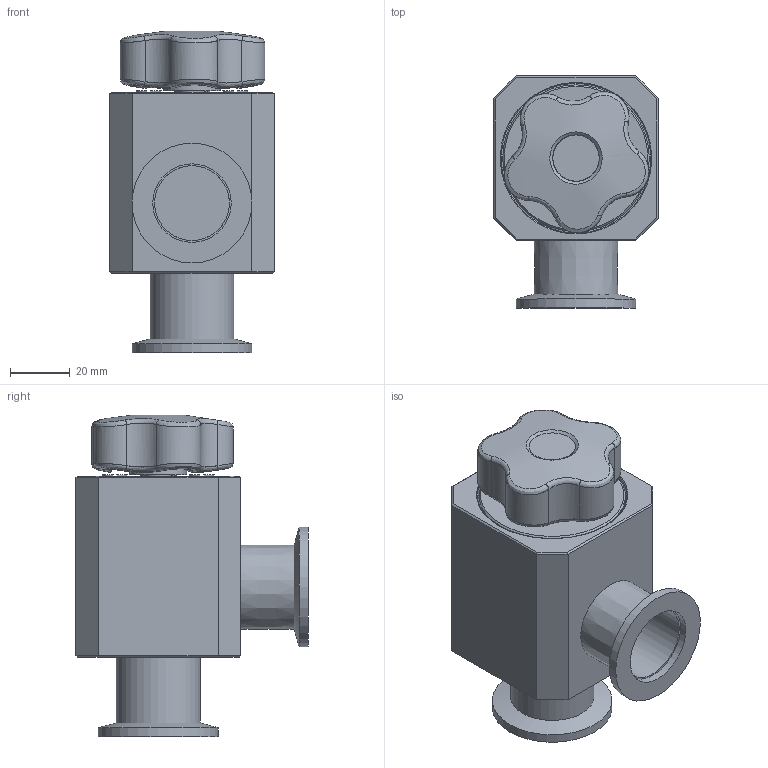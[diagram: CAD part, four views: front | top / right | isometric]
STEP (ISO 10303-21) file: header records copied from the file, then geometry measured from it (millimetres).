
FILE_DESCRIPTION(('STEP AP242'), '1');
FILE_NAME('ÊÂÐ-25 ïîòðåáèòåëþ', '', ('UNSPECIFIED'), ('UNSPECIFIED'), 'C3D Converter', 'C3D Toolkit', '');
FILE_SCHEMA(('AP242_MANAGED_MODEL_BASED_3D_ENGINEERING_MIM_LF { 1 0 10303 442 1 1 4 }'));
Length unit declared in the file: millimetre
Bounding box: 55 x 77.5 x 107.42 mm (x, y, z)
Surface area: 34440.8 mm2 (no closed solid volume)
Topology: 0 solids, 48 shells, 120 faces, 399 edges, 324 vertices
Faces by surface type: plane 49, cylinder 29, bspline 26, cone 14, sphere 2
Full cylindrical faces by diameter (mm): 12 x1, 19 x2, 25 x2, 26.2 x2, 28 x1, 40 x2, 50 x1
Entity records: 12745 total; most frequent: CARTESIAN_POINT 8468, ORIENTED_EDGE 512, DIRECTION 456, EDGE_CURVE 372, VERTEX_POINT 324, B_SPLINE_CURVE_WITH_KNOTS 185, AXIS2_PLACEMENT_3D 174, COLOUR_RGB 168
